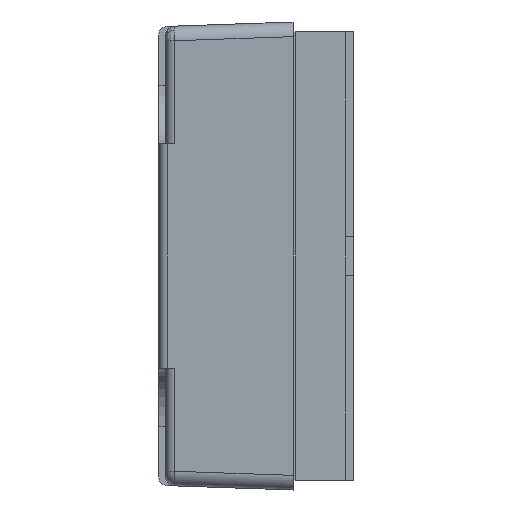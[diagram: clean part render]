
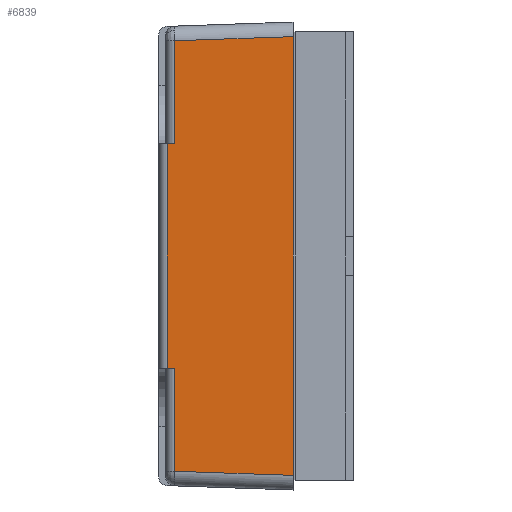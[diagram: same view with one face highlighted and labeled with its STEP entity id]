
A CAD part, left-side view. The second image highlights one B-rep face of the part: STEP entity #6839.
In plain terms, the highlighted planar face has unit normal (-0.999, 0.035, 0).
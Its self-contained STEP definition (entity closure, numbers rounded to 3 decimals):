
#657=FACE_OUTER_BOUND('',#1051,.T.);
#1051=EDGE_LOOP('',(#5939,#5940,#5941,#5942,#5943,#5944,#5945,#5946));
#1756=LINE('',#12284,#2531);
#1804=LINE('',#12479,#2579);
#1806=LINE('',#12486,#2581);
#1809=LINE('',#12494,#2584);
#1847=LINE('',#12650,#2622);
#1848=LINE('',#12652,#2623);
#1849=LINE('',#12654,#2624);
#1850=LINE('',#12655,#2625);
#2531=VECTOR('',#8589,1000.);
#2579=VECTOR('',#8741,1000.);
#2581=VECTOR('',#8749,1000.);
#2584=VECTOR('',#8756,1000.);
#2622=VECTOR('',#8910,1000.);
#2623=VECTOR('',#8913,1000.);
#2624=VECTOR('',#8914,1000.);
#2625=VECTOR('',#8915,1000.);
#3140=VERTEX_POINT('',#12281);
#3141=VERTEX_POINT('',#12283);
#3211=VERTEX_POINT('',#12476);
#3212=VERTEX_POINT('',#12478);
#3214=VERTEX_POINT('',#12484);
#3217=VERTEX_POINT('',#12492);
#3253=VERTEX_POINT('',#12648);
#3254=VERTEX_POINT('',#12653);
#4009=EDGE_CURVE('',#3141,#3140,#1756,.T.);
#4095=EDGE_CURVE('',#3212,#3211,#1804,.T.);
#4099=EDGE_CURVE('',#3214,#3211,#1806,.T.);
#4103=EDGE_CURVE('',#3214,#3217,#1809,.T.);
#4172=EDGE_CURVE('',#3212,#3253,#1847,.T.);
#4173=EDGE_CURVE('',#3140,#3253,#1848,.T.);
#4174=EDGE_CURVE('',#3217,#3254,#1849,.T.);
#4175=EDGE_CURVE('',#3254,#3141,#1850,.T.);
#5939=ORIENTED_EDGE('',*,*,#4173,.T.);
#5940=ORIENTED_EDGE('',*,*,#4172,.F.);
#5941=ORIENTED_EDGE('',*,*,#4095,.T.);
#5942=ORIENTED_EDGE('',*,*,#4099,.F.);
#5943=ORIENTED_EDGE('',*,*,#4103,.T.);
#5944=ORIENTED_EDGE('',*,*,#4174,.T.);
#5945=ORIENTED_EDGE('',*,*,#4175,.T.);
#5946=ORIENTED_EDGE('',*,*,#4009,.T.);
#6391=PLANE('',#7309);
#6839=ADVANCED_FACE('',(#657),#6391,.T.);
#7309=AXIS2_PLACEMENT_3D('',#12651,#8911,#8912);
#8589=DIRECTION('',(0.,0.,1.));
#8741=DIRECTION('',(0.035,0.999,0.));
#8749=DIRECTION('',(0.,0.,1.));
#8756=DIRECTION('',(-0.035,-0.999,0.));
#8910=DIRECTION('',(0.,0.,1.));
#8911=DIRECTION('center_axis',(-0.999,0.035,0.));
#8912=DIRECTION('ref_axis',(-0.035,-0.999,0.));
#8913=DIRECTION('',(0.035,0.999,-0.035));
#8914=DIRECTION('',(0.,0.,-1.));
#8915=DIRECTION('',(-0.035,-0.999,-0.035));
#12281=CARTESIAN_POINT('',(-0.665,0.,1.125));
#12283=CARTESIAN_POINT('',(-0.665,0.,-1.125));
#12284=CARTESIAN_POINT('',(-0.665,0.,-1.2));
#12476=CARTESIAN_POINT('',(-0.642,0.647,0.575));
#12478=CARTESIAN_POINT('',(-0.644,0.607,0.575));
#12479=CARTESIAN_POINT('',(-0.665,0.,0.575));
#12484=CARTESIAN_POINT('',(-0.642,0.647,-0.575));
#12486=CARTESIAN_POINT('',(-0.642,0.647,0.));
#12492=CARTESIAN_POINT('',(-0.644,0.607,-0.575));
#12494=CARTESIAN_POINT('',(-0.642,0.647,-0.575));
#12648=CARTESIAN_POINT('',(-0.644,0.607,1.104));
#12650=CARTESIAN_POINT('',(-0.644,0.607,0.875));
#12651=CARTESIAN_POINT('Origin',(-0.665,0.,-1.2));
#12652=CARTESIAN_POINT('',(-0.665,0.,1.125));
#12653=CARTESIAN_POINT('',(-0.644,0.607,-1.104));
#12654=CARTESIAN_POINT('',(-0.644,0.607,-1.2));
#12655=CARTESIAN_POINT('',(-0.644,0.607,-1.104));
